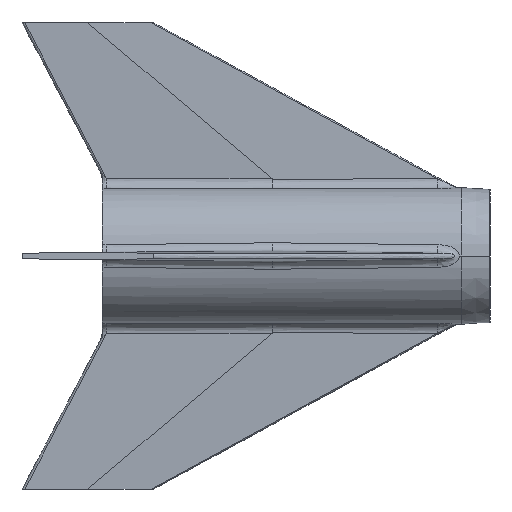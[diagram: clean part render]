
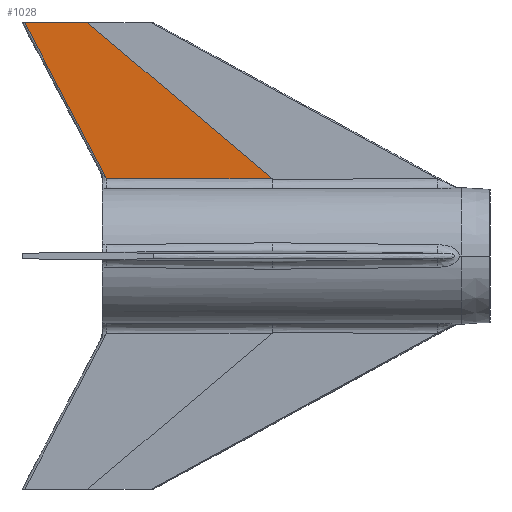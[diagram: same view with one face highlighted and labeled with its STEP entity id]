
A CAD part, left-side view. The second image highlights one B-rep face of the part: STEP entity #1028.
In plain terms, the highlighted planar face has unit normal (-1, 0.013, -0.007).
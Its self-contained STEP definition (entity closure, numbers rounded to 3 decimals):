
#626=CARTESIAN_POINT('Control Point',(-0.813,0.991,22.402)) ;
#627=CARTESIAN_POINT('Control Point',(-0.938,-8.588,22.381)) ;
#628=CARTESIAN_POINT('Control Point',(-1.063,-18.166,22.359)) ;
#629=CARTESIAN_POINT('Control Point',(-1.188,-27.744,22.336)) ;
#630=CARTESIAN_POINT('Control Point',(-1.314,-37.323,22.312)) ;
#631=CARTESIAN_POINT('Control Point',(-1.439,-46.901,22.287)) ;
#632=CARTESIAN_POINT('Vertex',(-1.439,-46.901,22.287)) ;
#634=CARTESIAN_POINT('Vertex',(-0.813,0.991,22.402)) ;
#870=CARTESIAN_POINT('Vertex',(-0.813,24.598,67.374)) ;
#873=CARTESIAN_POINT('Line Origine',(-0.932,15.474,67.374)) ;
#877=CARTESIAN_POINT('Vertex',(-1.052,6.35,67.374)) ;
#999=CARTESIAN_POINT('Line Origine',(-1.245,-20.276,44.83)) ;
#1012=CARTESIAN_POINT('Axis2P3D Location',(-1.036,-5.164,43.18)) ;
#1017=CARTESIAN_POINT('Line Origine',(-0.813,12.794,44.888)) ;
#875=VECTOR('Line Direction',#874,1.) ;
#1001=VECTOR('Line Direction',#1000,1.) ;
#1019=VECTOR('Line Direction',#1018,1.) ;
#874=DIRECTION('Vector Direction',(-0.013,-1.,0.)) ;
#1000=DIRECTION('Vector Direction',(-0.006,-0.763,-0.646)) ;
#1013=DIRECTION('Axis2P3D Direction',(-1.,0.013,-0.007)) ;
#1014=DIRECTION('Axis2P3D XDirection',(0.,-0.465,-0.885)) ;
#1018=DIRECTION('Vector Direction',(0.,-0.465,-0.885)) ;
#1015=AXIS2_PLACEMENT_3D('Plane Axis2P3D',#1012,#1013,#1014) ;
#876=LINE('Line',#873,#875) ;
#1002=LINE('Line',#999,#1001) ;
#1020=LINE('Line',#1017,#1019) ;
#1016=PLANE('',#1015) ;
#636=EDGE_CURVE('',#633,#635,#625,.F.) ;
#879=EDGE_CURVE('',#871,#878,#876,.T.) ;
#1003=EDGE_CURVE('',#878,#633,#1002,.T.) ;
#1021=EDGE_CURVE('',#871,#635,#1020,.T.) ;
#1023=ORIENTED_EDGE('',*,*,#1003,.F.) ;
#1024=ORIENTED_EDGE('',*,*,#879,.F.) ;
#1025=ORIENTED_EDGE('',*,*,#1021,.T.) ;
#1026=ORIENTED_EDGE('',*,*,#636,.F.) ;
#1022=EDGE_LOOP('',(#1023,#1024,#1025,#1026)) ;
#633=VERTEX_POINT('',#632) ;
#635=VERTEX_POINT('',#634) ;
#871=VERTEX_POINT('',#870) ;
#878=VERTEX_POINT('',#877) ;
#1028=ADVANCED_FACE('38mm sustainer can',(#1027),#1016,.T.) ;
#625=B_SPLINE_CURVE_WITH_KNOTS('',5,(#626,#627,#628,#629,#630,#631),.UNSPECIFIED.,.F.,.U.,(6,6),(47.401,115.135),.UNSPECIFIED.) ;
#1027=FACE_OUTER_BOUND('',#1022,.T.) ;
